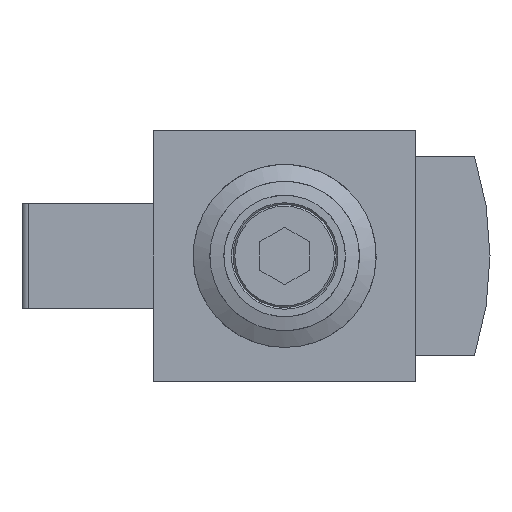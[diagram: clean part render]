
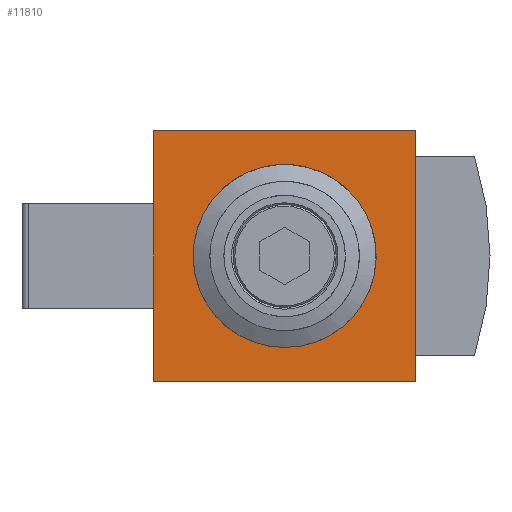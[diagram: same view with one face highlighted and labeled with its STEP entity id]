
A CAD part, front view. The second image highlights one B-rep face of the part: STEP entity #11810.
In plain terms, the highlighted planar face has unit normal (0, -1, 0).
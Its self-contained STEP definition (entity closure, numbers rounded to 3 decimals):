
#173=PLANE('',#12418);
#478=LINE('',#15505,#1342);
#585=LINE('',#15729,#1449);
#600=LINE('',#15767,#1464);
#694=LINE('',#16251,#1558);
#1342=VECTOR('',#13043,1000.);
#1449=VECTOR('',#13216,1000.);
#1464=VECTOR('',#13245,1000.);
#1558=VECTOR('',#13507,1000.);
#2948=ORIENTED_EDGE('',*,*,#5254,.F.);
#2949=ORIENTED_EDGE('',*,*,#4781,.F.);
#2950=ORIENTED_EDGE('',*,*,#4896,.F.);
#2951=ORIENTED_EDGE('',*,*,#5094,.F.);
#2952=ORIENTED_EDGE('',*,*,#4916,.F.);
#4781=EDGE_CURVE('',#6010,#6011,#478,.T.);
#4896=EDGE_CURVE('',#6094,#6010,#585,.T.);
#4916=EDGE_CURVE('',#6011,#6111,#600,.T.);
#5094=EDGE_CURVE('',#6111,#6094,#694,.T.);
#5254=EDGE_CURVE('',#6387,#6387,#6878,.F.);
#6010=VERTEX_POINT('',#15504);
#6011=VERTEX_POINT('',#15506);
#6094=VERTEX_POINT('',#15728);
#6111=VERTEX_POINT('',#15768);
#6387=VERTEX_POINT('',#16571);
#6878=CIRCLE('',#12419,14.7);
#7154=EDGE_LOOP('',(#2948));
#7155=EDGE_LOOP('',(#2949,#2950,#2951,#2952));
#7721=FACE_BOUND('',#7154,.T.);
#7722=FACE_BOUND('',#7155,.T.);
#11810=ADVANCED_FACE('',(#7721,#7722),#173,.F.);
#12418=AXIS2_PLACEMENT_3D('',#16569,#13771,#13772);
#12419=AXIS2_PLACEMENT_3D('',#16570,#13773,#13774);
#13043=DIRECTION('',(0.,0.,1.));
#13216=DIRECTION('',(-1.,0.,0.));
#13245=DIRECTION('',(1.,0.,0.));
#13507=DIRECTION('',(0.,0.,-1.));
#13771=DIRECTION('',(0.,1.,0.));
#13772=DIRECTION('',(0.,0.,1.));
#13773=DIRECTION('',(0.,1.,0.));
#13774=DIRECTION('',(0.,0.,1.));
#15504=CARTESIAN_POINT('',(-21.,-31.5,-20.1));
#15505=CARTESIAN_POINT('',(-21.,-31.5,-20.1));
#15506=CARTESIAN_POINT('',(-21.,-31.5,20.1));
#15728=CARTESIAN_POINT('',(21.,-31.5,-20.1));
#15729=CARTESIAN_POINT('',(21.,-31.5,-20.1));
#15767=CARTESIAN_POINT('',(-21.,-31.5,20.1));
#15768=CARTESIAN_POINT('',(21.,-31.5,20.1));
#16251=CARTESIAN_POINT('',(21.,-31.5,20.1));
#16569=CARTESIAN_POINT('',(0.,-31.5,0.));
#16570=CARTESIAN_POINT('',(0.,-31.5,0.));
#16571=CARTESIAN_POINT('',(0.,-31.5,14.7));
